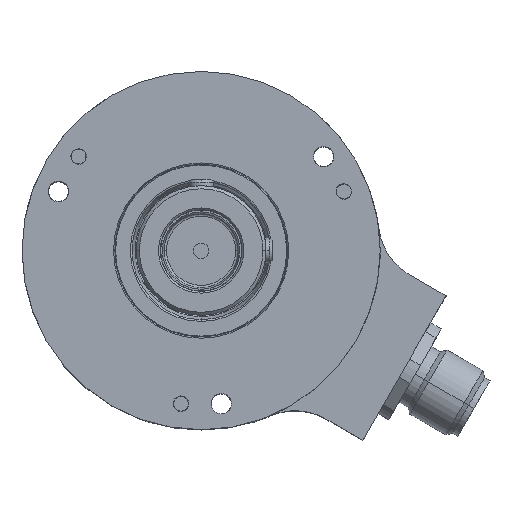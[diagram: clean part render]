
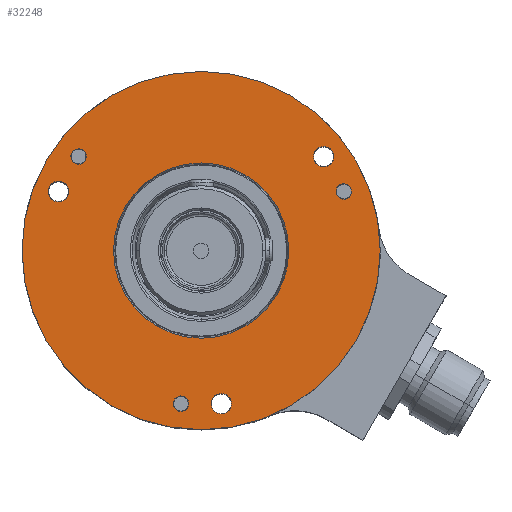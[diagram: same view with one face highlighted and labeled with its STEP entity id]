
A CAD part, top view. The second image highlights one B-rep face of the part: STEP entity #32248.
In plain terms, the highlighted planar face has unit normal (0, 0, 1).
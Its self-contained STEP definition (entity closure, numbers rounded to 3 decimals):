
#11665=CARTESIAN_POINT('',(0.,0.,18.));
#11666=DIRECTION('',(0.,0.,-1.));
#11667=DIRECTION('',(1.,0.,0.));
#11668=AXIS2_PLACEMENT_3D('',#11665,#11666,#11667);
#11675=CARTESIAN_POINT('',(0.,0.,18.));
#11676=DIRECTION('',(0.,0.,1.));
#11677=DIRECTION('',(1.,0.,0.));
#11678=AXIS2_PLACEMENT_3D('',#11675,#11676,#11677);
#11680=CARTESIAN_POINT('',(0.,0.,18.));
#11681=DIRECTION('',(0.,0.,1.));
#11682=DIRECTION('',(-1.,0.,0.));
#11683=AXIS2_PLACEMENT_3D('',#11680,#11681,#11682);
#11685=CARTESIAN_POINT('',(-19.834,15.219,18.));
#11686=DIRECTION('',(0.,0.,-1.));
#11687=DIRECTION('',(-0.793,0.609,0.));
#11688=AXIS2_PLACEMENT_3D('',#11685,#11686,#11687);
#11690=CARTESIAN_POINT('',(-19.834,15.219,18.));
#11691=DIRECTION('',(0.,0.,-1.));
#11692=DIRECTION('',(0.793,-0.609,0.));
#11693=AXIS2_PLACEMENT_3D('',#11690,#11691,#11692);
#11695=CARTESIAN_POINT('',(-3.263,-24.786,18.));
#11696=DIRECTION('',(0.,0.,-1.));
#11697=DIRECTION('',(-0.131,-0.991,0.));
#11698=AXIS2_PLACEMENT_3D('',#11695,#11696,#11697);
#11700=CARTESIAN_POINT('',(-3.263,-24.786,18.));
#11701=DIRECTION('',(0.,0.,-1.));
#11702=DIRECTION('',(0.131,0.991,0.));
#11703=AXIS2_PLACEMENT_3D('',#11700,#11701,#11702);
#11705=CARTESIAN_POINT('',(23.097,9.567,18.));
#11706=DIRECTION('',(0.,0.,-1.));
#11707=DIRECTION('',(0.924,0.383,0.));
#11708=AXIS2_PLACEMENT_3D('',#11705,#11706,#11707);
#11710=CARTESIAN_POINT('',(23.097,9.567,18.));
#11711=DIRECTION('',(0.,0.,-1.));
#11712=DIRECTION('',(-0.924,-0.383,0.));
#11713=AXIS2_PLACEMENT_3D('',#11710,#11711,#11712);
#11715=CARTESIAN_POINT('',(3.263,-24.786,18.));
#11716=DIRECTION('',(0.,0.,1.));
#11717=DIRECTION('',(0.,-1.,0.));
#11718=AXIS2_PLACEMENT_3D('',#11715,#11716,#11717);
#11720=CARTESIAN_POINT('',(3.263,-24.786,18.));
#11721=DIRECTION('',(0.,0.,1.));
#11722=DIRECTION('',(0.,1.,0.));
#11723=AXIS2_PLACEMENT_3D('',#11720,#11721,#11722);
#11725=CARTESIAN_POINT('',(19.834,15.219,18.));
#11726=DIRECTION('',(0.,0.,1.));
#11727=DIRECTION('',(0.,-1.,0.));
#11728=AXIS2_PLACEMENT_3D('',#11725,#11726,#11727);
#11730=CARTESIAN_POINT('',(19.834,15.219,18.));
#11731=DIRECTION('',(0.,0.,1.));
#11732=DIRECTION('',(0.,1.,0.));
#11733=AXIS2_PLACEMENT_3D('',#11730,#11731,#11732);
#11735=CARTESIAN_POINT('',(-23.097,9.567,18.));
#11736=DIRECTION('',(0.,0.,1.));
#11737=DIRECTION('',(0.,-1.,0.));
#11738=AXIS2_PLACEMENT_3D('',#11735,#11736,#11737);
#11740=CARTESIAN_POINT('',(-23.097,9.567,18.));
#11741=DIRECTION('',(0.,0.,1.));
#11742=DIRECTION('',(0.,1.,0.));
#11743=AXIS2_PLACEMENT_3D('',#11740,#11741,#11742);
#15310=CARTESIAN_POINT('',(0.,0.,18.));
#15311=DIRECTION('',(0.,0.,-1.));
#15312=DIRECTION('',(-1.,0.,0.));
#15313=AXIS2_PLACEMENT_3D('',#15310,#15311,#15312);
#16051=CARTESIAN_POINT('',(29.,0.,18.));
#16052=CARTESIAN_POINT('',(-29.,0.,18.));
#16053=VERTEX_POINT('',#16051);
#16054=VERTEX_POINT('',#16052);
#16135=CARTESIAN_POINT('',(-20.826,15.98,18.));
#16136=CARTESIAN_POINT('',(-18.842,14.458,18.));
#16137=VERTEX_POINT('',#16135);
#16138=VERTEX_POINT('',#16136);
#16139=CARTESIAN_POINT('',(-3.426,-26.025,18.));
#16140=CARTESIAN_POINT('',(-3.1,-23.547,18.));
#16141=VERTEX_POINT('',#16139);
#16142=VERTEX_POINT('',#16140);
#16143=CARTESIAN_POINT('',(24.252,10.045,18.));
#16144=CARTESIAN_POINT('',(21.942,9.089,18.));
#16145=VERTEX_POINT('',#16143);
#16146=VERTEX_POINT('',#16144);
#16245=CARTESIAN_POINT('',(14.188,0.,18.));
#16246=CARTESIAN_POINT('',(-14.188,0.,18.));
#16247=VERTEX_POINT('',#16245);
#16248=VERTEX_POINT('',#16246);
#16444=CARTESIAN_POINT('',(3.263,-26.436,18.));
#16445=CARTESIAN_POINT('',(3.263,-23.136,18.));
#16446=VERTEX_POINT('',#16444);
#16447=VERTEX_POINT('',#16445);
#16452=CARTESIAN_POINT('',(19.834,13.569,18.));
#16453=CARTESIAN_POINT('',(19.834,16.869,18.));
#16454=VERTEX_POINT('',#16452);
#16455=VERTEX_POINT('',#16453);
#16460=CARTESIAN_POINT('',(-23.097,7.917,18.));
#16461=CARTESIAN_POINT('',(-23.097,11.217,18.));
#16462=VERTEX_POINT('',#16460);
#16463=VERTEX_POINT('',#16461);
#32196=CARTESIAN_POINT('',(0.,0.,18.));
#32197=DIRECTION('',(0.,0.,1.));
#32198=DIRECTION('',(1.,0.,0.));
#32199=AXIS2_PLACEMENT_3D('',#32196,#32197,#32198);
#32200=PLANE('',#32199);
#32202=ORIENTED_EDGE('',*,*,#32201,.F.);
#32204=ORIENTED_EDGE('',*,*,#32203,.F.);
#32205=EDGE_LOOP('',(#32202,#32204));
#32206=FACE_OUTER_BOUND('',#32205,.F.);
#32208=ORIENTED_EDGE('',*,*,#32207,.F.);
#32209=ORIENTED_EDGE('',*,*,#32186,.F.);
#32210=EDGE_LOOP('',(#32208,#32209));
#32211=FACE_BOUND('',#32210,.F.);
#32213=ORIENTED_EDGE('',*,*,#32212,.F.);
#32215=ORIENTED_EDGE('',*,*,#32214,.F.);
#32216=EDGE_LOOP('',(#32213,#32215));
#32217=FACE_BOUND('',#32216,.F.);
#32219=ORIENTED_EDGE('',*,*,#32218,.F.);
#32221=ORIENTED_EDGE('',*,*,#32220,.F.);
#32222=EDGE_LOOP('',(#32219,#32221));
#32223=FACE_BOUND('',#32222,.F.);
#32225=ORIENTED_EDGE('',*,*,#32224,.F.);
#32227=ORIENTED_EDGE('',*,*,#32226,.F.);
#32228=EDGE_LOOP('',(#32225,#32227));
#32229=FACE_BOUND('',#32228,.F.);
#32231=ORIENTED_EDGE('',*,*,#32230,.T.);
#32233=ORIENTED_EDGE('',*,*,#32232,.T.);
#32234=EDGE_LOOP('',(#32231,#32233));
#32235=FACE_BOUND('',#32234,.F.);
#32237=ORIENTED_EDGE('',*,*,#32236,.T.);
#32239=ORIENTED_EDGE('',*,*,#32238,.T.);
#32240=EDGE_LOOP('',(#32237,#32239));
#32241=FACE_BOUND('',#32240,.F.);
#32243=ORIENTED_EDGE('',*,*,#32242,.T.);
#32245=ORIENTED_EDGE('',*,*,#32244,.T.);
#32246=EDGE_LOOP('',(#32243,#32245));
#32247=FACE_BOUND('',#32246,.F.);
#11669=CIRCLE('',#11668,14.188);
#11679=CIRCLE('',#11678,29.);
#11684=CIRCLE('',#11683,29.);
#11689=CIRCLE('',#11688,1.25);
#11694=CIRCLE('',#11693,1.25);
#11699=CIRCLE('',#11698,1.25);
#11704=CIRCLE('',#11703,1.25);
#11709=CIRCLE('',#11708,1.25);
#11714=CIRCLE('',#11713,1.25);
#11719=CIRCLE('',#11718,1.65);
#11724=CIRCLE('',#11723,1.65);
#11729=CIRCLE('',#11728,1.65);
#11734=CIRCLE('',#11733,1.65);
#11739=CIRCLE('',#11738,1.65);
#11744=CIRCLE('',#11743,1.65);
#15314=CIRCLE('',#15313,14.188);
#32186=EDGE_CURVE('',#16247,#16248,#11669,.T.);
#32201=EDGE_CURVE('',#16053,#16054,#11679,.T.);
#32203=EDGE_CURVE('',#16054,#16053,#11684,.T.);
#32207=EDGE_CURVE('',#16248,#16247,#15314,.T.);
#32212=EDGE_CURVE('',#16137,#16138,#11689,.T.);
#32214=EDGE_CURVE('',#16138,#16137,#11694,.T.);
#32218=EDGE_CURVE('',#16141,#16142,#11699,.T.);
#32220=EDGE_CURVE('',#16142,#16141,#11704,.T.);
#32224=EDGE_CURVE('',#16145,#16146,#11709,.T.);
#32226=EDGE_CURVE('',#16146,#16145,#11714,.T.);
#32230=EDGE_CURVE('',#16446,#16447,#11719,.T.);
#32232=EDGE_CURVE('',#16447,#16446,#11724,.T.);
#32236=EDGE_CURVE('',#16454,#16455,#11729,.T.);
#32238=EDGE_CURVE('',#16455,#16454,#11734,.T.);
#32242=EDGE_CURVE('',#16462,#16463,#11739,.T.);
#32244=EDGE_CURVE('',#16463,#16462,#11744,.T.);
#32248=ADVANCED_FACE('',(#32206,#32211,#32217,#32223,#32229,#32235,#32241,
#32247),#32200,.T.);
